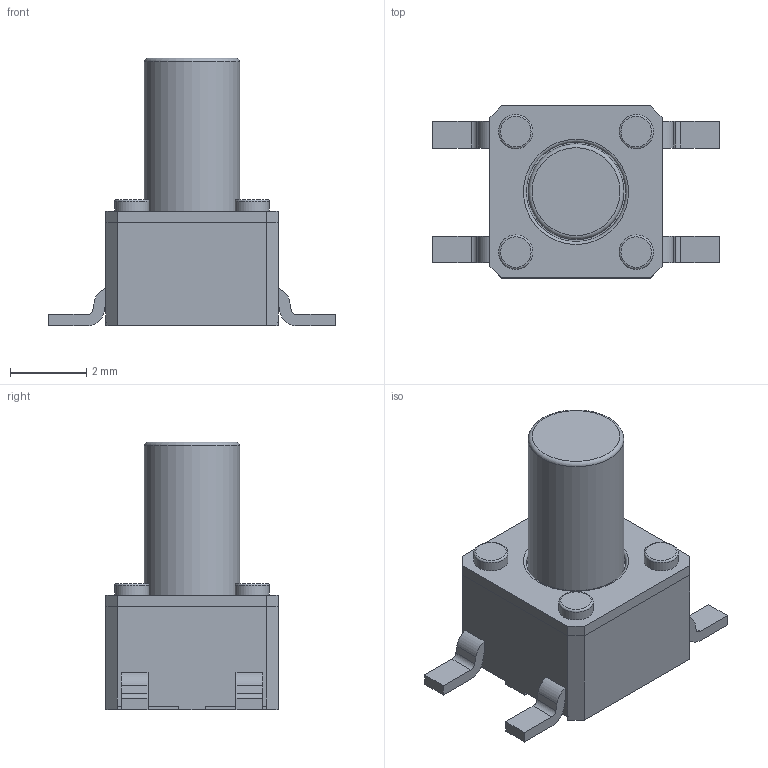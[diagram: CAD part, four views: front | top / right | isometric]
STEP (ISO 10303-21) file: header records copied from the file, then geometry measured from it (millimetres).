
FILE_DESCRIPTION(/* description */ ('model of SW_SPST_TL3305C'),/* implementation_level */ '2;1');
FILE_NAME(/* name */ 'SW_SPST_TL3305C.step',/* time_stamp */ '2020-10-28T17:47:21',/* author */ ('kicad StepUp','ksu'),/* organization */ ('FreeCAD'),/* preprocessor_version */ 'OCC',/* originating_system */ 'kicad StepUp',/* authorisation */ '');
FILE_SCHEMA(('AUTOMOTIVE_DESIGN { 1 0 10303 214 1 1 1 1 }'));
Length unit declared in the file: millimetre
Products named in the file (1): SW_SPST_TL3305C
Bounding box: 7.5 x 4.5 x 7 mm (x, y, z)
Volume: 81.2 mm3; surface area: 147.9 mm2
Topology: 1 solids, 1 shells, 97 faces, 236 edges, 151 vertices
Faces by surface type: plane 68, cylinder 22, torus 7
Full cylindrical faces by diameter (mm): 0.9 x4, 2.5 x1, 2.6 x1
Entity records: 3509 total; most frequent: DIRECTION 490, CARTESIAN_POINT 485, ORIENTED_EDGE 472, EDGE_CURVE 236, LINE 178, VECTOR 178, AXIS2_PLACEMENT_3D 156, VERTEX_POINT 151
